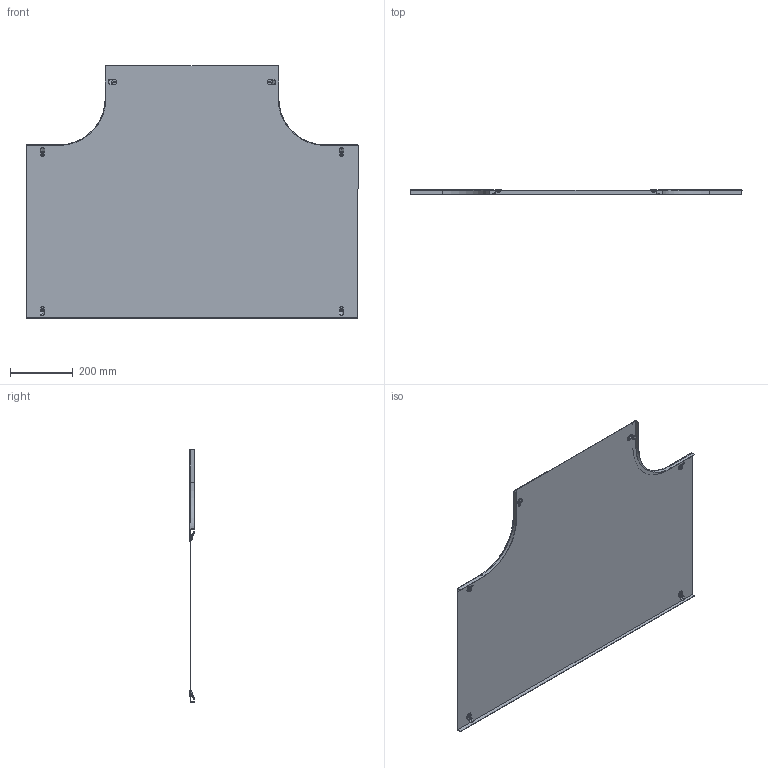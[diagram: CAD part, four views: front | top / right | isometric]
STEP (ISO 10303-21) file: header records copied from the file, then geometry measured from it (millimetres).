
FILE_DESCRIPTION (( 'STEP AP214' ), '1' );
FILE_NAME ('7129416.stp', '2019-06-14T07:59:04', ( '' ), ( '' ), 'SwSTEP 2.0', 'SolidWorks 2018', '' );
FILE_SCHEMA (( 'AUTOMOTIVE_DESIGN' ));
Length unit declared in the file: millimetre
Products named in the file (6): KTS 08.044-145_Innenwinkel R=148; KTS 08.081-003_Standard; KTS 08.080-022_2mm Blech; KTS 08.082-005_Standard; 7129416; KTS 08.045-130_NB=550 DD
Assembly tree (11 placements, depth 3):
  7129416
    KTS 08.045-130_NB=550 DD
    KTS 08.044-145_Innenwinkel R=148  x2
    KTS 08.080-022_2mm Blech  x6
      KTS 08.082-005_Standard
      KTS 08.081-003_Standard
Bounding box: 1060 x 17.53 x 807.25 mm (x, y, z)
Volume: 1155370.6 mm3; surface area: 1561893.8 mm2
Topology: 15 solids, 15 shells, 724 faces, 1866 edges, 1190 vertices
Faces by surface type: plane 326, cylinder 248, cone 66, torus 54, bspline 30
Entity records: 5157 total; most frequent: CARTESIAN_POINT 1027, DIRECTION 849, ORIENTED_EDGE 810, EDGE_CURVE 405, AXIS2_PLACEMENT_3D 315, VERTEX_POINT 261, VECTOR 219, LINE 219
